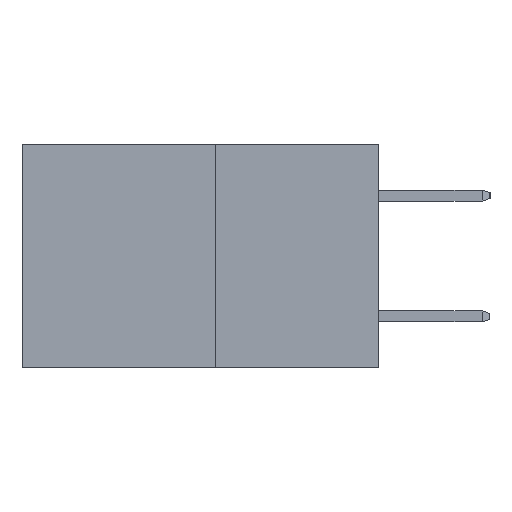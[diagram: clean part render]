
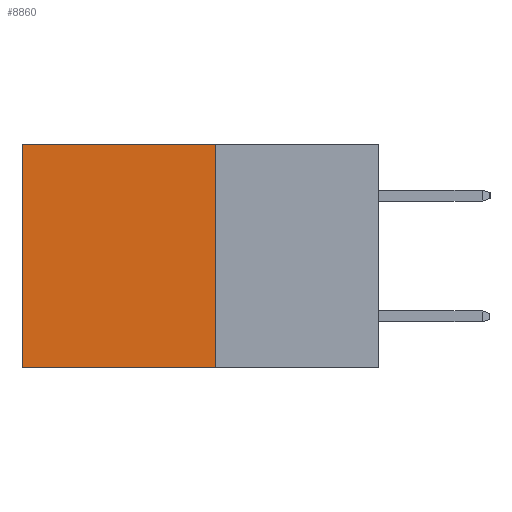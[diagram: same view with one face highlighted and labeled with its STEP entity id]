
A CAD part, left-side view. The second image highlights one B-rep face of the part: STEP entity #8860.
In plain terms, the highlighted planar face has unit normal (-1, 0, 0).
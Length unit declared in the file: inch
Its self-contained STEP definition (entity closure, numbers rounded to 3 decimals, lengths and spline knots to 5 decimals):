
#281 = LINE ( 'NONE', #3990, #7419 ) ;
#287 = EDGE_CURVE ( 'NONE', #7744, #4106, #281, .T. ) ;
#466 = EDGE_LOOP ( 'NONE', ( #9215, #9228, #9344, #9355 ) ) ;
#1145 = AXIS2_PLACEMENT_3D ( 'NONE', #3607, #10064, #4576 ) ;
#1201 = LINE ( 'NONE', #7069, #5966 ) ;
#1215 = VECTOR ( 'NONE', #7281, 39.37008 ) ;
#1600 = CARTESIAN_POINT ( 'NONE',  ( 0.277, 0.27, 0. ) ) ;
#1712 = VERTEX_POINT ( 'NONE', #9532 ) ;
#2311 = EDGE_CURVE ( 'NONE', #1712, #4106, #11595, .T. ) ;
#2368 = DIRECTION ( 'NONE',  ( 0., 0., -1. ) ) ;
#3061 = CARTESIAN_POINT ( 'NONE',  ( 0.277, 0.59, -0.37 ) ) ;
#3113 = DIRECTION ( 'NONE',  ( 0., 0., -1. ) ) ;
#3607 = CARTESIAN_POINT ( 'NONE',  ( 0.277, 0.27, -0.37 ) ) ;
#3696 = VERTEX_POINT ( 'NONE', #9469 ) ;
#3902 = CARTESIAN_POINT ( 'NONE',  ( 0.277, 0.27, -0.37 ) ) ;
#3990 = CARTESIAN_POINT ( 'NONE',  ( 0.277, 0.27, -0.37 ) ) ;
#4106 = VERTEX_POINT ( 'NONE', #6285 ) ;
#4576 = DIRECTION ( 'NONE',  ( 0., 0., -1. ) ) ;
#5966 = VECTOR ( 'NONE', #2368, 39.37008 ) ;
#6285 = CARTESIAN_POINT ( 'NONE',  ( 0.277, 0.59, -0.37 ) ) ;
#6457 = VECTOR ( 'NONE', #3113, 39.37008 ) ;
#6566 = LINE ( 'NONE', #1600, #1215 ) ;
#7069 = CARTESIAN_POINT ( 'NONE',  ( 0.277, 0.27, -0.37 ) ) ;
#7281 = DIRECTION ( 'NONE',  ( 0., 1., 0. ) ) ;
#7419 = VECTOR ( 'NONE', #7855, 39.37008 ) ;
#7744 = VERTEX_POINT ( 'NONE', #3902 ) ;
#7855 = DIRECTION ( 'NONE',  ( 0., 1., 0. ) ) ;
#8095 = EDGE_CURVE ( 'NONE', #3696, #1712, #6566, .T. ) ;
#8690 = EDGE_CURVE ( 'NONE', #3696, #7744, #1201, .T. ) ;
#8860 = ADVANCED_FACE ( 'NONE', ( #9154 ), #9147, .F. ) ;
#9147 = PLANE ( 'NONE',  #1145 ) ;
#9154 = FACE_OUTER_BOUND ( 'NONE', #466, .T. ) ;
#9215 = ORIENTED_EDGE ( 'NONE', *, *, #2311, .T. ) ;
#9228 = ORIENTED_EDGE ( 'NONE', *, *, #287, .F. ) ;
#9344 = ORIENTED_EDGE ( 'NONE', *, *, #8690, .F. ) ;
#9355 = ORIENTED_EDGE ( 'NONE', *, *, #8095, .T. ) ;
#9469 = CARTESIAN_POINT ( 'NONE',  ( 0.277, 0.27, 0. ) ) ;
#9532 = CARTESIAN_POINT ( 'NONE',  ( 0.277, 0.59, 0. ) ) ;
#10064 = DIRECTION ( 'NONE',  ( 1., 0., 0. ) ) ;
#11595 = LINE ( 'NONE', #3061, #6457 ) ;
